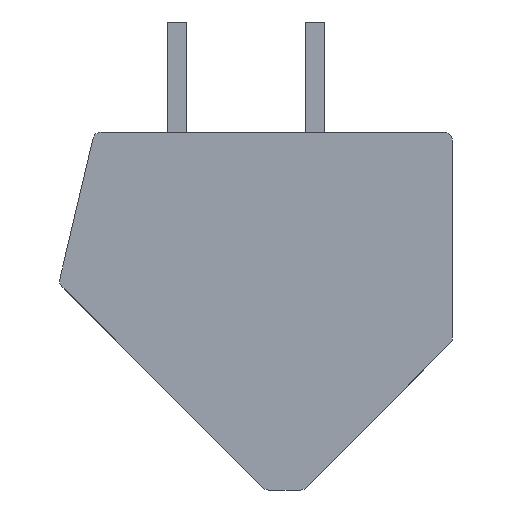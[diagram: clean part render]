
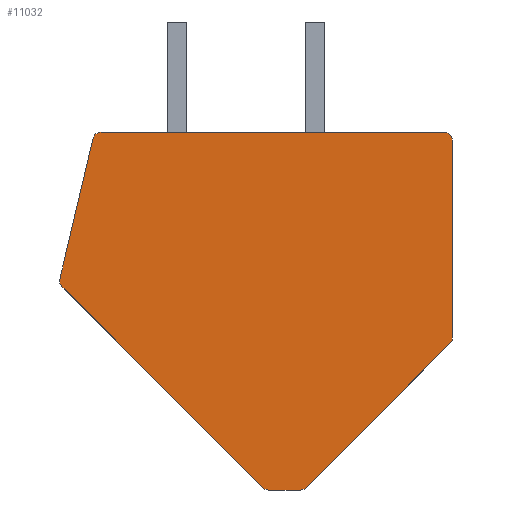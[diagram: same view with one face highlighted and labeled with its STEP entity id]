
A CAD part, front view. The second image highlights one B-rep face of the part: STEP entity #11032.
In plain terms, the highlighted planar face has unit normal (0, -1, 0).
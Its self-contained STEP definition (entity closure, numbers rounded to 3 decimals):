
#2023=CARTESIAN_POINT('',(1.626,-3.54,-6.2));
#2024=DIRECTION('',(0.,-1.,0.));
#2025=DIRECTION('',(0.,0.,-1.));
#2026=AXIS2_PLACEMENT_3D('',#2023,#2024,#2025);
#2028=DIRECTION('',(1.,0.,0.));
#2029=VECTOR('',#2028,1.151);
#2030=CARTESIAN_POINT('',(0.474,-3.54,-6.5));
#2031=LINE('',#2030,#2029);
#2032=CARTESIAN_POINT('',(0.474,-3.54,-6.2));
#2033=DIRECTION('',(0.,-1.,0.));
#2034=DIRECTION('',(-0.707,0.,-0.707));
#2035=AXIS2_PLACEMENT_3D('',#2032,#2033,#2034);
#2037=DIRECTION('',(0.707,0.,-0.707));
#2038=VECTOR('',#2037,10.315);
#2039=CARTESIAN_POINT('',(-7.032,-3.54,0.882));
#2040=LINE('',#2039,#2038);
#2041=CARTESIAN_POINT('',(-6.82,-3.54,1.094));
#2042=DIRECTION('',(0.,-1.,0.));
#2043=DIRECTION('',(-0.973,0.,0.23));
#2044=AXIS2_PLACEMENT_3D('',#2041,#2042,#2043);
#2046=DIRECTION('',(-0.23,0.,-0.973));
#2047=VECTOR('',#2046,5.247);
#2048=CARTESIAN_POINT('',(-5.905,-3.54,6.269));
#2049=LINE('',#2048,#2047);
#2050=CARTESIAN_POINT('',(-5.613,-3.54,6.2));
#2051=DIRECTION('',(0.,-1.,0.));
#2052=DIRECTION('',(0.,0.,1.));
#2053=AXIS2_PLACEMENT_3D('',#2050,#2051,#2052);
#2055=DIRECTION('',(-1.,0.,0.));
#2056=VECTOR('',#2055,12.463);
#2057=CARTESIAN_POINT('',(6.85,-3.54,6.5));
#2058=LINE('',#2057,#2056);
#2059=CARTESIAN_POINT('',(6.85,-3.54,6.2));
#2060=DIRECTION('',(0.,-1.,0.));
#2061=DIRECTION('',(1.,0.,0.));
#2062=AXIS2_PLACEMENT_3D('',#2059,#2060,#2061);
#2064=DIRECTION('',(0.,0.,1.));
#2065=VECTOR('',#2064,7.176);
#2066=CARTESIAN_POINT('',(7.15,-3.54,-0.976));
#2067=LINE('',#2066,#2065);
#2068=CARTESIAN_POINT('',(6.85,-3.54,-0.976));
#2069=DIRECTION('',(0.,-1.,0.));
#2070=DIRECTION('',(0.707,0.,-0.707));
#2071=AXIS2_PLACEMENT_3D('',#2068,#2069,#2070);
#2073=DIRECTION('',(0.707,0.,0.707));
#2074=VECTOR('',#2073,7.388);
#2075=CARTESIAN_POINT('',(1.838,-3.54,-6.412));
#2076=LINE('',#2075,#2074);
#7285=CARTESIAN_POINT('',(1.626,-3.54,-6.5));
#7286=CARTESIAN_POINT('',(1.838,-3.54,-6.412));
#7287=VERTEX_POINT('',#7285);
#7288=VERTEX_POINT('',#7286);
#7289=CARTESIAN_POINT('',(7.062,-3.54,-1.188));
#7290=VERTEX_POINT('',#7289);
#7291=CARTESIAN_POINT('',(7.15,-3.54,-0.976));
#7292=VERTEX_POINT('',#7291);
#7293=CARTESIAN_POINT('',(7.15,-3.54,6.2));
#7294=VERTEX_POINT('',#7293);
#7295=CARTESIAN_POINT('',(6.85,-3.54,6.5));
#7296=VERTEX_POINT('',#7295);
#7297=CARTESIAN_POINT('',(-5.613,-3.54,6.5));
#7298=VERTEX_POINT('',#7297);
#7299=CARTESIAN_POINT('',(-5.905,-3.54,6.269));
#7300=VERTEX_POINT('',#7299);
#7301=CARTESIAN_POINT('',(-7.112,-3.54,1.163));
#7302=VERTEX_POINT('',#7301);
#7303=CARTESIAN_POINT('',(-7.032,-3.54,0.882));
#7304=VERTEX_POINT('',#7303);
#7305=CARTESIAN_POINT('',(0.262,-3.54,-6.412));
#7306=VERTEX_POINT('',#7305);
#7307=CARTESIAN_POINT('',(0.474,-3.54,-6.5));
#7308=VERTEX_POINT('',#7307);
#11013=CARTESIAN_POINT('',(0.,-3.54,0.));
#11014=DIRECTION('',(0.,-1.,0.));
#11015=DIRECTION('',(-1.,0.,0.));
#11016=AXIS2_PLACEMENT_3D('',#11013,#11014,#11015);
#11017=PLANE('',#11016);
#11018=ORIENTED_EDGE('',*,*,#9652,.F.);
#11019=ORIENTED_EDGE('',*,*,#9667,.F.);
#11020=ORIENTED_EDGE('',*,*,#9681,.F.);
#11021=ORIENTED_EDGE('',*,*,#9695,.F.);
#11022=ORIENTED_EDGE('',*,*,#10189,.F.);
#11023=ORIENTED_EDGE('',*,*,#10203,.F.);
#11024=ORIENTED_EDGE('',*,*,#10217,.F.);
#11025=ORIENTED_EDGE('',*,*,#10231,.F.);
#11026=ORIENTED_EDGE('',*,*,#10725,.F.);
#11027=ORIENTED_EDGE('',*,*,#10739,.F.);
#11028=ORIENTED_EDGE('',*,*,#10753,.F.);
#11029=ORIENTED_EDGE('',*,*,#10766,.F.);
#11030=EDGE_LOOP('',(#11018,#11019,#11020,#11021,#11022,#11023,#11024,#11025,
#11026,#11027,#11028,#11029));
#11031=FACE_OUTER_BOUND('',#11030,.F.);
#11032=ADVANCED_FACE('',(#11031),#11017,.T.);
#2027=CIRCLE('',#2026,0.3);
#2036=CIRCLE('',#2035,0.3);
#2045=CIRCLE('',#2044,0.3);
#2054=CIRCLE('',#2053,0.3);
#2063=CIRCLE('',#2062,0.3);
#2072=CIRCLE('',#2071,0.3);
#9652=EDGE_CURVE('',#7287,#7288,#2027,.T.);
#9667=EDGE_CURVE('',#7308,#7287,#2031,.T.);
#9681=EDGE_CURVE('',#7306,#7308,#2036,.T.);
#9695=EDGE_CURVE('',#7304,#7306,#2040,.T.);
#10189=EDGE_CURVE('',#7302,#7304,#2045,.T.);
#10203=EDGE_CURVE('',#7300,#7302,#2049,.T.);
#10217=EDGE_CURVE('',#7298,#7300,#2054,.T.);
#10231=EDGE_CURVE('',#7296,#7298,#2058,.T.);
#10725=EDGE_CURVE('',#7294,#7296,#2063,.T.);
#10739=EDGE_CURVE('',#7292,#7294,#2067,.T.);
#10753=EDGE_CURVE('',#7290,#7292,#2072,.T.);
#10766=EDGE_CURVE('',#7288,#7290,#2076,.T.);
